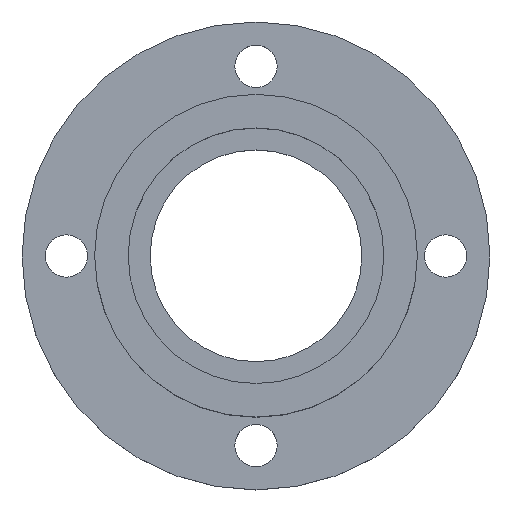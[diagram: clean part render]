
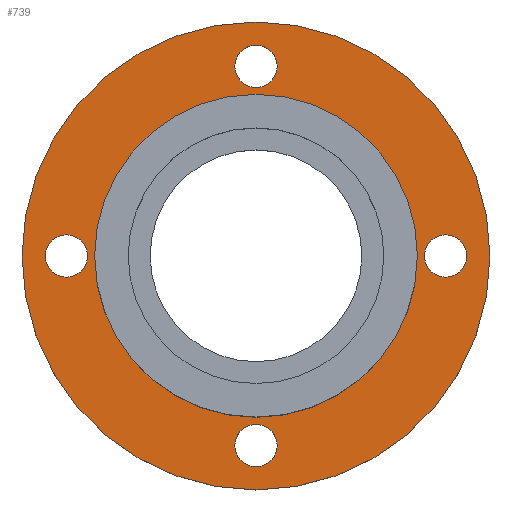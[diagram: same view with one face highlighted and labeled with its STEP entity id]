
A CAD part, top view. The second image highlights one B-rep face of the part: STEP entity #739.
In plain terms, the highlighted planar face has unit normal (0, 0, 1).
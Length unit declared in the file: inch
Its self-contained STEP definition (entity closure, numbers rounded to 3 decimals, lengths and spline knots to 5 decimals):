
#2 = ORIENTED_EDGE ( 'NONE', *, *, #771, .F. ) ;
#3 = PLANE ( 'NONE',  #751 ) ;
#12 = DIRECTION ( 'NONE',  ( 0., 0., 1. ) ) ;
#23 = CIRCLE ( 'NONE', #309, 0.16406 ) ;
#27 = DIRECTION ( 'NONE',  ( 1., 0., 0. ) ) ;
#36 = DIRECTION ( 'NONE',  ( 0., 0., 1. ) ) ;
#46 = CARTESIAN_POINT ( 'NONE',  ( -1.30469, 0., 0.25 ) ) ;
#47 = DIRECTION ( 'NONE',  ( 0., 0., 1. ) ) ;
#62 = DIRECTION ( 'NONE',  ( 1., 0., 0. ) ) ;
#79 = DIRECTION ( 'NONE',  ( 1., 0., 0. ) ) ;
#85 = VERTEX_POINT ( 'NONE', #774 ) ;
#89 = ORIENTED_EDGE ( 'NONE', *, *, #441, .F. ) ;
#96 = CIRCLE ( 'NONE', #189, 0.16406 ) ;
#101 = DIRECTION ( 'NONE',  ( 0., 0., 1. ) ) ;
#114 = CARTESIAN_POINT ( 'NONE',  ( -1.63281, 0., 0.25 ) ) ;
#115 = AXIS2_PLACEMENT_3D ( 'NONE', #409, #47, #803 ) ;
#118 = ORIENTED_EDGE ( 'NONE', *, *, #411, .F. ) ;
#124 = VERTEX_POINT ( 'NONE', #230 ) ;
#126 = AXIS2_PLACEMENT_3D ( 'NONE', #331, #465, #326 ) ;
#143 = CIRCLE ( 'NONE', #766, 0.16406 ) ;
#148 = FACE_OUTER_BOUND ( 'NONE', #487, .T. ) ;
#149 = DIRECTION ( 'NONE',  ( 0., 0., 1. ) ) ;
#152 = CARTESIAN_POINT ( 'NONE',  ( 0., 0., 0.25 ) ) ;
#160 = CIRCLE ( 'NONE', #115, 0.16406 ) ;
#181 = VERTEX_POINT ( 'NONE', #114 ) ;
#182 = VERTEX_POINT ( 'NONE', #957 ) ;
#183 = CARTESIAN_POINT ( 'NONE',  ( 0.16406, -1.46875, 0.25 ) ) ;
#189 = AXIS2_PLACEMENT_3D ( 'NONE', #532, #524, #837 ) ;
#191 = CIRCLE ( 'NONE', #817, 0.16406 ) ;
#195 = CARTESIAN_POINT ( 'NONE',  ( 1.25, 0., 0.25 ) ) ;
#223 = CARTESIAN_POINT ( 'NONE',  ( 0., 0., 0.25 ) ) ;
#225 = EDGE_CURVE ( 'NONE', #708, #182, #143, .T. ) ;
#229 = DIRECTION ( 'NONE',  ( 0., 0., 1. ) ) ;
#230 = CARTESIAN_POINT ( 'NONE',  ( 1.30469, 0., 0.25 ) ) ;
#232 = ORIENTED_EDGE ( 'NONE', *, *, #225, .F. ) ;
#236 = EDGE_LOOP ( 'NONE', ( #914, #2 ) ) ;
#241 = ORIENTED_EDGE ( 'NONE', *, *, #451, .T. ) ;
#245 = DIRECTION ( 'NONE',  ( 0., 0., 1. ) ) ;
#262 = ORIENTED_EDGE ( 'NONE', *, *, #553, .F. ) ;
#298 = ORIENTED_EDGE ( 'NONE', *, *, #529, .T. ) ;
#304 = DIRECTION ( 'NONE',  ( 1., 0., 0. ) ) ;
#309 = AXIS2_PLACEMENT_3D ( 'NONE', #846, #245, #311 ) ;
#311 = DIRECTION ( 'NONE',  ( 1., 0., 0. ) ) ;
#322 = DIRECTION ( 'NONE',  ( 1., 0., 0. ) ) ;
#326 = DIRECTION ( 'NONE',  ( 1., 0., 0. ) ) ;
#331 = CARTESIAN_POINT ( 'NONE',  ( -1.46875, 0., 0.25 ) ) ;
#332 = DIRECTION ( 'NONE',  ( 1., 0., 0. ) ) ;
#338 = CARTESIAN_POINT ( 'NONE',  ( -0.16406, 1.46875, 0.25 ) ) ;
#367 = DIRECTION ( 'NONE',  ( 0., 0., 1. ) ) ;
#369 = CIRCLE ( 'NONE', #429, 1.8125 ) ;
#374 = VERTEX_POINT ( 'NONE', #748 ) ;
#381 = EDGE_LOOP ( 'NONE', ( #643, #485 ) ) ;
#382 = EDGE_CURVE ( 'NONE', #687, #677, #550, .T. ) ;
#390 = EDGE_CURVE ( 'NONE', #630, #374, #604, .T. ) ;
#395 = ORIENTED_EDGE ( 'NONE', *, *, #390, .F. ) ;
#405 = DIRECTION ( 'NONE',  ( 1., 0., 0. ) ) ;
#409 = CARTESIAN_POINT ( 'NONE',  ( 1.46875, 0., 0.25 ) ) ;
#411 = EDGE_CURVE ( 'NONE', #374, #630, #734, .T. ) ;
#428 = DIRECTION ( 'NONE',  ( 1., 0., 0. ) ) ;
#429 = AXIS2_PLACEMENT_3D ( 'NONE', #693, #611, #322 ) ;
#441 = EDGE_CURVE ( 'NONE', #182, #708, #96, .T. ) ;
#451 = EDGE_CURVE ( 'NONE', #523, #85, #568, .T. ) ;
#452 = CARTESIAN_POINT ( 'NONE',  ( 0., 0., 0.25 ) ) ;
#456 = CARTESIAN_POINT ( 'NONE',  ( -1.46875, 0., 0.25 ) ) ;
#465 = DIRECTION ( 'NONE',  ( 0., 0., 1. ) ) ;
#474 = CARTESIAN_POINT ( 'NONE',  ( 1.46875, 0., 0.25 ) ) ;
#485 = ORIENTED_EDGE ( 'NONE', *, *, #888, .F. ) ;
#487 = EDGE_LOOP ( 'NONE', ( #241, #298 ) ) ;
#523 = VERTEX_POINT ( 'NONE', #788 ) ;
#524 = DIRECTION ( 'NONE',  ( 0., 0., 1. ) ) ;
#529 = EDGE_CURVE ( 'NONE', #85, #523, #369, .T. ) ;
#530 = EDGE_CURVE ( 'NONE', #181, #936, #191, .T. ) ;
#532 = CARTESIAN_POINT ( 'NONE',  ( 0., 1.46875, 0.25 ) ) ;
#550 = CIRCLE ( 'NONE', #667, 0.16406 ) ;
#553 = EDGE_CURVE ( 'NONE', #677, #687, #23, .T. ) ;
#561 = CARTESIAN_POINT ( 'NONE',  ( -0.16406, -1.46875, 0.25 ) ) ;
#568 = CIRCLE ( 'NONE', #864, 1.8125 ) ;
#578 = FACE_BOUND ( 'NONE', #681, .T. ) ;
#603 = CARTESIAN_POINT ( 'NONE',  ( 0., -1.46875, 0.25 ) ) ;
#604 = CIRCLE ( 'NONE', #917, 1.25 ) ;
#611 = DIRECTION ( 'NONE',  ( 0., 0., 1. ) ) ;
#618 = AXIS2_PLACEMENT_3D ( 'NONE', #223, #229, #304 ) ;
#630 = VERTEX_POINT ( 'NONE', #195 ) ;
#642 = CARTESIAN_POINT ( 'NONE',  ( 0., 1.46875, 0.25 ) ) ;
#643 = ORIENTED_EDGE ( 'NONE', *, *, #701, .F. ) ;
#661 = CARTESIAN_POINT ( 'NONE',  ( 1.63281, 0., 0.25 ) ) ;
#667 = AXIS2_PLACEMENT_3D ( 'NONE', #603, #367, #79 ) ;
#674 = DIRECTION ( 'NONE',  ( 0., 0., 1. ) ) ;
#677 = VERTEX_POINT ( 'NONE', #183 ) ;
#681 = EDGE_LOOP ( 'NONE', ( #891, #262 ) ) ;
#687 = VERTEX_POINT ( 'NONE', #561 ) ;
#691 = EDGE_LOOP ( 'NONE', ( #232, #89 ) ) ;
#693 = CARTESIAN_POINT ( 'NONE',  ( 0., 0., 0.25 ) ) ;
#701 = EDGE_CURVE ( 'NONE', #124, #947, #160, .T. ) ;
#708 = VERTEX_POINT ( 'NONE', #338 ) ;
#734 = CIRCLE ( 'NONE', #618, 1.25 ) ;
#739 = ADVANCED_FACE ( 'NONE', ( #909, #828, #148, #897, #757, #578 ), #3, .T. ) ;
#743 = DIRECTION ( 'NONE',  ( 0., 0., 1. ) ) ;
#748 = CARTESIAN_POINT ( 'NONE',  ( -1.25, 0., 0.25 ) ) ;
#751 = AXIS2_PLACEMENT_3D ( 'NONE', #919, #674, #428 ) ;
#757 = FACE_BOUND ( 'NONE', #691, .T. ) ;
#766 = AXIS2_PLACEMENT_3D ( 'NONE', #642, #36, #405 ) ;
#771 = EDGE_CURVE ( 'NONE', #936, #181, #866, .T. ) ;
#774 = CARTESIAN_POINT ( 'NONE',  ( 1.8125, 0., 0.25 ) ) ;
#788 = CARTESIAN_POINT ( 'NONE',  ( -1.8125, 0., 0.25 ) ) ;
#803 = DIRECTION ( 'NONE',  ( 1., 0., 0. ) ) ;
#817 = AXIS2_PLACEMENT_3D ( 'NONE', #456, #12, #332 ) ;
#828 = FACE_BOUND ( 'NONE', #236, .T. ) ;
#837 = DIRECTION ( 'NONE',  ( 1., 0., 0. ) ) ;
#842 = DIRECTION ( 'NONE',  ( 1., 0., 0. ) ) ;
#846 = CARTESIAN_POINT ( 'NONE',  ( 0., -1.46875, 0.25 ) ) ;
#864 = AXIS2_PLACEMENT_3D ( 'NONE', #152, #743, #842 ) ;
#866 = CIRCLE ( 'NONE', #126, 0.16406 ) ;
#888 = EDGE_CURVE ( 'NONE', #947, #124, #980, .T. ) ;
#891 = ORIENTED_EDGE ( 'NONE', *, *, #382, .F. ) ;
#897 = FACE_BOUND ( 'NONE', #975, .T. ) ;
#909 = FACE_BOUND ( 'NONE', #381, .T. ) ;
#914 = ORIENTED_EDGE ( 'NONE', *, *, #530, .F. ) ;
#917 = AXIS2_PLACEMENT_3D ( 'NONE', #452, #149, #62 ) ;
#919 = CARTESIAN_POINT ( 'NONE',  ( 0., 0., 0.25 ) ) ;
#923 = AXIS2_PLACEMENT_3D ( 'NONE', #474, #101, #27 ) ;
#936 = VERTEX_POINT ( 'NONE', #46 ) ;
#947 = VERTEX_POINT ( 'NONE', #661 ) ;
#957 = CARTESIAN_POINT ( 'NONE',  ( 0.16406, 1.46875, 0.25 ) ) ;
#975 = EDGE_LOOP ( 'NONE', ( #118, #395 ) ) ;
#980 = CIRCLE ( 'NONE', #923, 0.16406 ) ;
